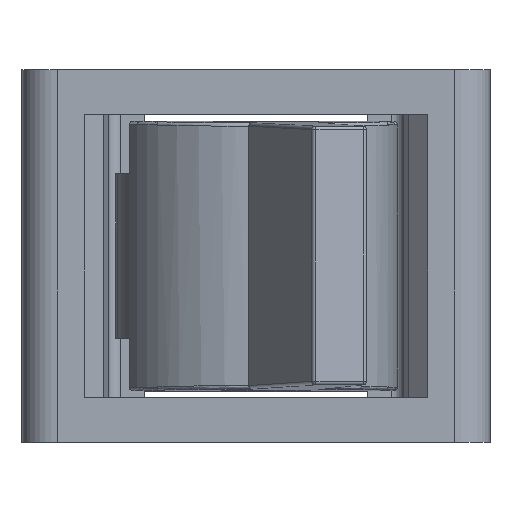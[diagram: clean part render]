
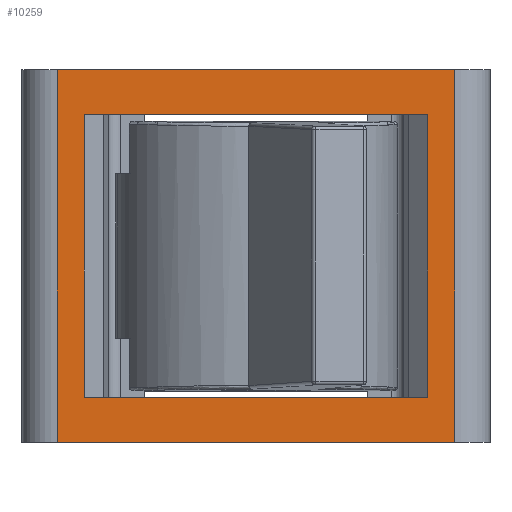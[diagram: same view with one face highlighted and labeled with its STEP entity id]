
A CAD part, top view. The second image highlights one B-rep face of the part: STEP entity #10259.
In plain terms, the highlighted planar face has unit normal (0, 0, 1).
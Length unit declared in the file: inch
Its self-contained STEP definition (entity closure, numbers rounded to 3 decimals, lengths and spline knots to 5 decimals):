
#250=FACE_BOUND('',#887,.T.);
#293=FACE_OUTER_BOUND('',#886,.T.);
#886=EDGE_LOOP('',(#6840,#6841,#6842,#6843));
#887=EDGE_LOOP('',(#6844,#6845,#6846,#6847));
#1513=LINE('',#14770,#2758);
#1565=LINE('',#14877,#2810);
#1569=LINE('',#14883,#2814);
#1571=LINE('',#14887,#2816);
#1573=LINE('',#14897,#2818);
#1574=LINE('',#14900,#2819);
#1577=LINE('',#14907,#2822);
#1578=LINE('',#14908,#2823);
#2758=VECTOR('',#11773,0.3937);
#2810=VECTOR('',#11847,0.3937);
#2814=VECTOR('',#11853,0.3937);
#2816=VECTOR('',#11859,0.3937);
#2818=VECTOR('',#11869,0.3937);
#2819=VECTOR('',#11872,0.3937);
#2822=VECTOR('',#11879,0.3937);
#2823=VECTOR('',#11880,0.3937);
#4219=VERTEX_POINT('',#14767);
#4220=VERTEX_POINT('',#14769);
#4263=VERTEX_POINT('',#14874);
#4264=VERTEX_POINT('',#14876);
#4266=VERTEX_POINT('',#14890);
#4269=VERTEX_POINT('',#14895);
#4270=VERTEX_POINT('',#14899);
#4272=VERTEX_POINT('',#14906);
#5194=EDGE_CURVE('',#4219,#4220,#1513,.T.);
#5251=EDGE_CURVE('',#4264,#4263,#1565,.T.);
#5255=EDGE_CURVE('',#4220,#4263,#1569,.T.);
#5257=EDGE_CURVE('',#4264,#4219,#1571,.T.);
#5261=EDGE_CURVE('',#4269,#4266,#1573,.T.);
#5262=EDGE_CURVE('',#4266,#4270,#1574,.T.);
#5266=EDGE_CURVE('',#4272,#4269,#1577,.T.);
#5267=EDGE_CURVE('',#4270,#4272,#1578,.T.);
#6840=ORIENTED_EDGE('',*,*,#5261,.F.);
#6841=ORIENTED_EDGE('',*,*,#5266,.F.);
#6842=ORIENTED_EDGE('',*,*,#5267,.F.);
#6843=ORIENTED_EDGE('',*,*,#5262,.F.);
#6844=ORIENTED_EDGE('',*,*,#5194,.F.);
#6845=ORIENTED_EDGE('',*,*,#5257,.F.);
#6846=ORIENTED_EDGE('',*,*,#5251,.T.);
#6847=ORIENTED_EDGE('',*,*,#5255,.F.);
#9813=PLANE('',#10886);
#10259=ADVANCED_FACE('',(#293,#250),#9813,.T.);
#10886=AXIS2_PLACEMENT_3D('',#14905,#11877,#11878);
#11773=DIRECTION('',(-1.,0.,0.));
#11847=DIRECTION('',(-1.,0.,0.));
#11853=DIRECTION('',(0.,-1.,0.));
#11859=DIRECTION('',(0.,1.,0.));
#11869=DIRECTION('',(0.,-1.,0.));
#11872=DIRECTION('',(-1.,0.,0.));
#11877=DIRECTION('center_axis',(0.,0.,
1.));
#11878=DIRECTION('ref_axis',(0.,-1.,0.));
#11879=DIRECTION('',(1.,0.,0.));
#11880=DIRECTION('',(0.,1.,0.));
#14767=CARTESIAN_POINT('',(0.28642,0.23622,0.73583));
#14769=CARTESIAN_POINT('',(-0.28642,0.23622,0.73583));
#14770=CARTESIAN_POINT('',(-0.12746,0.23622,0.73583));
#14874=CARTESIAN_POINT('',(-0.28642,-0.23622,0.73583));
#14876=CARTESIAN_POINT('',(0.28642,-0.23622,0.73583));
#14877=CARTESIAN_POINT('',(0.12746,-0.23622,0.73583));
#14883=CARTESIAN_POINT('',(-0.28642,-0.11811,0.73583));
#14887=CARTESIAN_POINT('',(0.28642,0.11811,0.73583));
#14890=CARTESIAN_POINT('',(0.33169,-0.31102,0.73583));
#14895=CARTESIAN_POINT('',(0.33169,0.31102,0.73583));
#14897=CARTESIAN_POINT('',(0.33169,0.15551,0.73583));
#14899=CARTESIAN_POINT('',(-0.33169,-0.31102,0.73583));
#14900=CARTESIAN_POINT('',(0.39075,-0.31102,0.73583));
#14905=CARTESIAN_POINT('Origin',(0.,0.,
0.73583));
#14906=CARTESIAN_POINT('',(-0.33169,0.31102,0.73583));
#14907=CARTESIAN_POINT('',(-0.39075,0.31102,0.73583));
#14908=CARTESIAN_POINT('',(-0.33169,-0.15551,0.73583));
